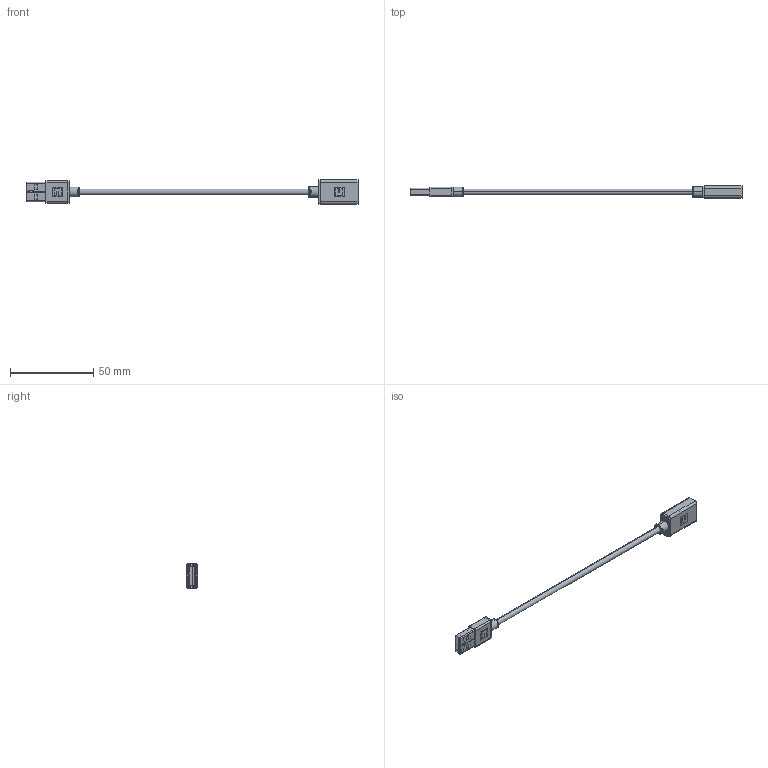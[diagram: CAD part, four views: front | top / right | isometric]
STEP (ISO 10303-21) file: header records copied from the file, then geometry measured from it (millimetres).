
FILE_DESCRIPTION (( 'STEP AP203' ), '1' );
FILE_NAME ('10-02328_revA.STEP', '2018-01-05T20:20:40', ( '' ), ( '' ), 'SwSTEP 2.0', 'SolidWorks 2015', '' );
FILE_SCHEMA (( 'CONFIG_CONTROL_DESIGN' ));
Length unit declared in the file: millimetre
Products named in the file (12): 50-00574; 55-00073; 10-02328_revA; 50-00576 insulator; 50-00576 insulator 2; 24-00210; 50-00576 shell; 30-00088_blunt cut; 24-00217; 50-00576; 50-00576 pin; 55-00074
Assembly tree (14 placements, depth 3):
  10-02328_revA
    30-00088_blunt cut
    24-00217
    55-00074
    24-00210
    50-00574
    55-00073
    50-00576
      50-00576 insulator
      50-00576 pin  x4
      50-00576 shell
      50-00576 insulator 2
Bounding box: 199.5 x 7.2 x 14.7 mm (x, y, z)
Volume: 5158.4 mm3; surface area: 21047 mm2
Topology: 65 solids, 70 shells, 1847 faces, 4892 edges, 3227 vertices
Faces by surface type: plane 1169, cylinder 502, bspline 80, cone 48, sphere 42, torus 6
Entity records: 56631 total; most frequent: CARTESIAN_POINT 13607, ORIENTED_EDGE 8890, DIRECTION 8244, EDGE_CURVE 4445, VECTOR 3020, LINE 3020, VERTEX_POINT 2936, AXIS2_PLACEMENT_3D 2612
